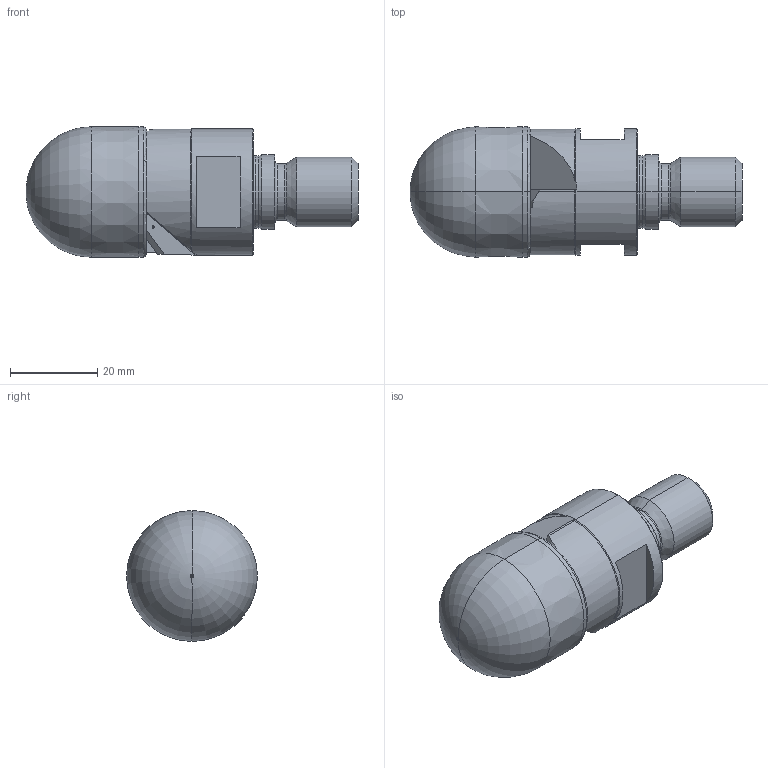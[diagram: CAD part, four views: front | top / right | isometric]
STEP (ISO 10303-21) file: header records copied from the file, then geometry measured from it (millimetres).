
FILE_DESCRIPTION (( 'STEP AP214' ), '1' );
FILE_NAME ('EKF-30-52-K05-M16.STEP', '2019-08-13T07:09:42', ( '' ), ( '' ), 'SwSTEP 2.0', 'SolidWorks 2019', '' );
FILE_SCHEMA (( 'AUTOMOTIVE_DESIGN' ));
Length unit declared in the file: millimetre
Products named in the file (1): EKF-30-52-K05-M16
Bounding box: 76 x 29.93 x 29.93 mm (x, y, z)
Volume: 34147.9 mm3; surface area: 8153.7 mm2
Topology: 1 solids, 1 shells, 124 faces, 301 edges, 185 vertices
Faces by surface type: cone 36, plane 34, cylinder 26, torus 23, bspline 4, sphere 1
Entity records: 4424 total; most frequent: CARTESIAN_POINT 1324, ORIENTED_EDGE 602, DIRECTION 585, EDGE_CURVE 301, AXIS2_PLACEMENT_3D 244, VERTEX_POINT 185, EDGE_LOOP 134, FACE_OUTER_BOUND 124
